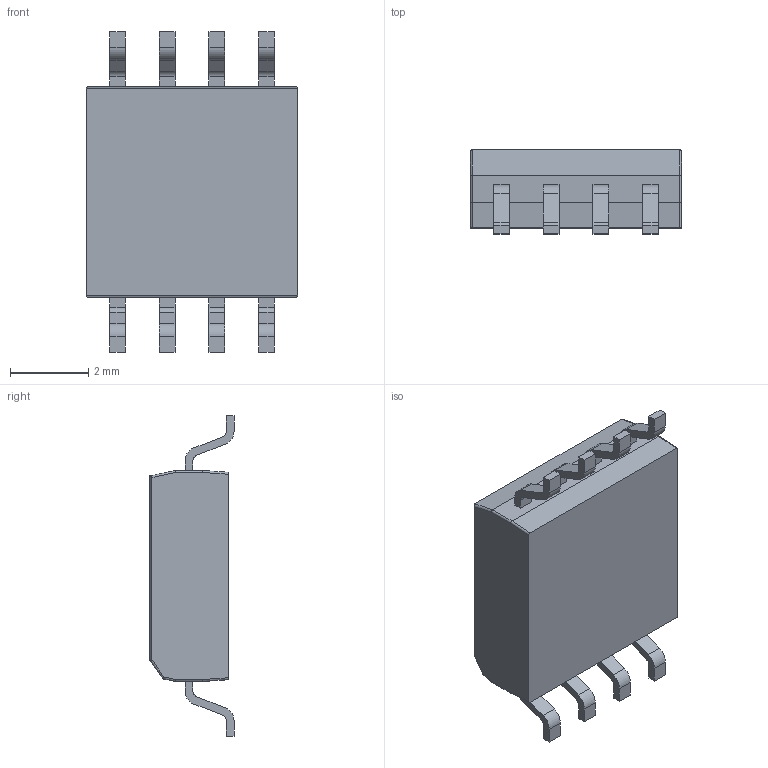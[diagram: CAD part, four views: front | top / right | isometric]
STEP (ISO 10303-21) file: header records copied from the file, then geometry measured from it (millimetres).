
FILE_DESCRIPTION (( 'STEP AP214' ), '1' );
FILE_NAME ('User Library-SOIC-8-208.STEP', '2016-06-28T08:13:49', ( 'Windows User' ), ( '' ), 'SwSTEP 2.0', 'SolidWorks 2016', '' );
FILE_SCHEMA (( 'AUTOMOTIVE_DESIGN' ));
Length unit declared in the file: millimetre
Products named in the file (3): User Library-SOIC-8-208_pin_SOIC_SOIC-208_1; User Library-SOIC-8-208; User Library-SOIC-8-208_SOIC_150_SOIC_5.4x5.4_1
Assembly tree (9 placements, depth 2):
  User Library-SOIC-8-208
    User Library-SOIC-8-208_pin_SOIC_SOIC-208_1  x8
    User Library-SOIC-8-208_SOIC_150_SOIC_5.4x5.4_1
Bounding box: 5.4 x 2.15 x 8.2 mm (x, y, z)
Volume: 58.5 mm3; surface area: 119.3 mm2
Topology: 9 solids, 9 shells, 144 faces, 359 edges, 234 vertices
Faces by surface type: plane 92, cylinder 50, bspline 2
Entity records: 2021 total; most frequent: CARTESIAN_POINT 369, ORIENTED_EDGE 214, DIRECTION 213, EDGE_CURVE 107, VECTOR 73, LINE 73, AXIS2_PLACEMENT_3D 70, VERTEX_POINT 66
